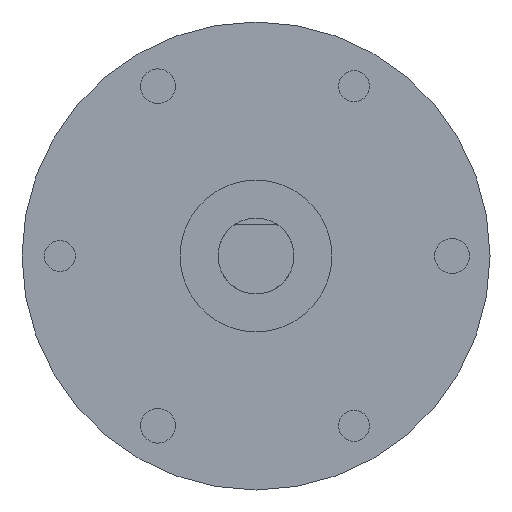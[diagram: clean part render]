
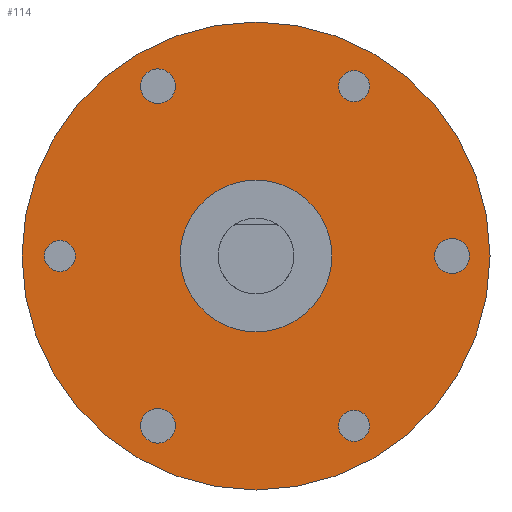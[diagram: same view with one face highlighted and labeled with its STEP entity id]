
A CAD part, front view. The second image highlights one B-rep face of the part: STEP entity #114.
In plain terms, the highlighted planar face has unit normal (0, -1, 0).
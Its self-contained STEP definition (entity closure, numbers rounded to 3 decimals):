
#114 = ADVANCED_FACE( '', ( #247, #248, #249, #250, #251, #252, #253, #254 ), #255, .F. );
#247 = FACE_BOUND( '', #394, .T. );
#248 = FACE_BOUND( '', #395, .T. );
#249 = FACE_BOUND( '', #396, .T. );
#250 = FACE_BOUND( '', #397, .T. );
#251 = FACE_BOUND( '', #398, .T. );
#252 = FACE_BOUND( '', #399, .T. );
#253 = FACE_OUTER_BOUND( '', #400, .T. );
#254 = FACE_BOUND( '', #401, .T. );
#255 = PLANE( '', #402 );
#394 = EDGE_LOOP( '', ( #610 ) );
#395 = EDGE_LOOP( '', ( #611 ) );
#396 = EDGE_LOOP( '', ( #612 ) );
#397 = EDGE_LOOP( '', ( #613 ) );
#398 = EDGE_LOOP( '', ( #614 ) );
#399 = EDGE_LOOP( '', ( #615 ) );
#400 = EDGE_LOOP( '', ( #616 ) );
#401 = EDGE_LOOP( '', ( #617 ) );
#402 = AXIS2_PLACEMENT_3D( '', #618, #619, #620 );
#610 = ORIENTED_EDGE( '', *, *, #736, .T. );
#611 = ORIENTED_EDGE( '', *, *, #720, .T. );
#612 = ORIENTED_EDGE( '', *, *, #723, .T. );
#613 = ORIENTED_EDGE( '', *, *, #732, .T. );
#614 = ORIENTED_EDGE( '', *, *, #758, .T. );
#615 = ORIENTED_EDGE( '', *, *, #775, .T. );
#616 = ORIENTED_EDGE( '', *, *, #743, .F. );
#617 = ORIENTED_EDGE( '', *, *, #712, .T. );
#618 = CARTESIAN_POINT( '', ( 0., 0., -18.5 ) );
#619 = DIRECTION( '', ( 0., 1., 0. ) );
#620 = DIRECTION( '', ( 0., 0., 1. ) );
#712 = EDGE_CURVE( '', #810, #810, #811, .T. );
#720 = EDGE_CURVE( '', #823, #823, #824, .T. );
#723 = EDGE_CURVE( '', #828, #828, #829, .T. );
#732 = EDGE_CURVE( '', #843, #843, #844, .T. );
#736 = EDGE_CURVE( '', #849, #849, #850, .T. );
#743 = EDGE_CURVE( '', #860, #860, #861, .T. );
#758 = EDGE_CURVE( '', #882, #882, #883, .T. );
#775 = EDGE_CURVE( '', #909, #909, #910, .T. );
#810 = VERTEX_POINT( '', #947 );
#811 = CIRCLE( '', #948, 6. );
#823 = VERTEX_POINT( '', #960 );
#824 = CIRCLE( '', #961, 1.23 );
#828 = VERTEX_POINT( '', #965 );
#829 = CIRCLE( '', #966, 1.37 );
#843 = VERTEX_POINT( '', #984 );
#844 = CIRCLE( '', #985, 1.23 );
#849 = VERTEX_POINT( '', #990 );
#850 = CIRCLE( '', #991, 1.37 );
#860 = VERTEX_POINT( '', #1004 );
#861 = CIRCLE( '', #1005, 18.5 );
#882 = VERTEX_POINT( '', #1031 );
#883 = CIRCLE( '', #1032, 1.37 );
#909 = VERTEX_POINT( '', #1067 );
#910 = CIRCLE( '', #1068, 1.23 );
#947 = CARTESIAN_POINT( '', ( 0., 0., 6. ) );
#948 = AXIS2_PLACEMENT_3D( '', #1110, #1111, #1112 );
#960 = CARTESIAN_POINT( '', ( 6.685, 0., -14.038 ) );
#961 = AXIS2_PLACEMENT_3D( '', #1125, #1126, #1127 );
#965 = CARTESIAN_POINT( '', ( 14.815, 0., -1.186 ) );
#966 = AXIS2_PLACEMENT_3D( '', #1131, #1132, #1133 );
#984 = CARTESIAN_POINT( '', ( 8.815, 0., 12.809 ) );
#985 = AXIS2_PLACEMENT_3D( '', #1141, #1142, #1143 );
#990 = CARTESIAN_POINT( '', ( -8.435, 0., -12.237 ) );
#991 = AXIS2_PLACEMENT_3D( '', #1147, #1148, #1149 );
#1004 = CARTESIAN_POINT( '', ( 0., 0., 18.5 ) );
#1005 = AXIS2_PLACEMENT_3D( '', #1156, #1157, #1158 );
#1031 = CARTESIAN_POINT( '', ( -6.38, 0., 13.423 ) );
#1032 = AXIS2_PLACEMENT_3D( '', #1173, #1174, #1175 );
#1067 = CARTESIAN_POINT( '', ( -15.5, 0., 1.23 ) );
#1068 = AXIS2_PLACEMENT_3D( '', #1188, #1189, #1190 );
#1110 = CARTESIAN_POINT( '', ( 0., 0., 0. ) );
#1111 = DIRECTION( '', ( 0., 1., 0. ) );
#1112 = DIRECTION( '', ( 0., 0., 1. ) );
#1125 = CARTESIAN_POINT( '', ( 7.75, 0., -13.423 ) );
#1126 = DIRECTION( '', ( 0., 1., 0. ) );
#1127 = DIRECTION( '', ( -0.866, 0., -0.5 ) );
#1131 = CARTESIAN_POINT( '', ( 15.5, 0., 0. ) );
#1132 = DIRECTION( '', ( 0., 1., 0. ) );
#1133 = DIRECTION( '', ( -0.5, 0., -0.866 ) );
#1141 = CARTESIAN_POINT( '', ( 7.75, 0., 13.423 ) );
#1142 = DIRECTION( '', ( 0., 1., 0. ) );
#1143 = DIRECTION( '', ( 0.866, 0., -0.5 ) );
#1147 = CARTESIAN_POINT( '', ( -7.75, 0., -13.423 ) );
#1148 = DIRECTION( '', ( 0., 1., 0. ) );
#1149 = DIRECTION( '', ( -0.5, 0., 0.866 ) );
#1156 = CARTESIAN_POINT( '', ( 0., 0., 0. ) );
#1157 = DIRECTION( '', ( 0., 1., 0. ) );
#1158 = DIRECTION( '', ( 0., 0., 1. ) );
#1173 = CARTESIAN_POINT( '', ( -7.75, 0., 13.423 ) );
#1174 = DIRECTION( '', ( 0., 1., 0. ) );
#1175 = DIRECTION( '', ( 1., 0., 0. ) );
#1188 = CARTESIAN_POINT( '', ( -15.5, 0., 0. ) );
#1189 = DIRECTION( '', ( 0., 1., 0. ) );
#1190 = DIRECTION( '', ( 0., 0., 1. ) );
